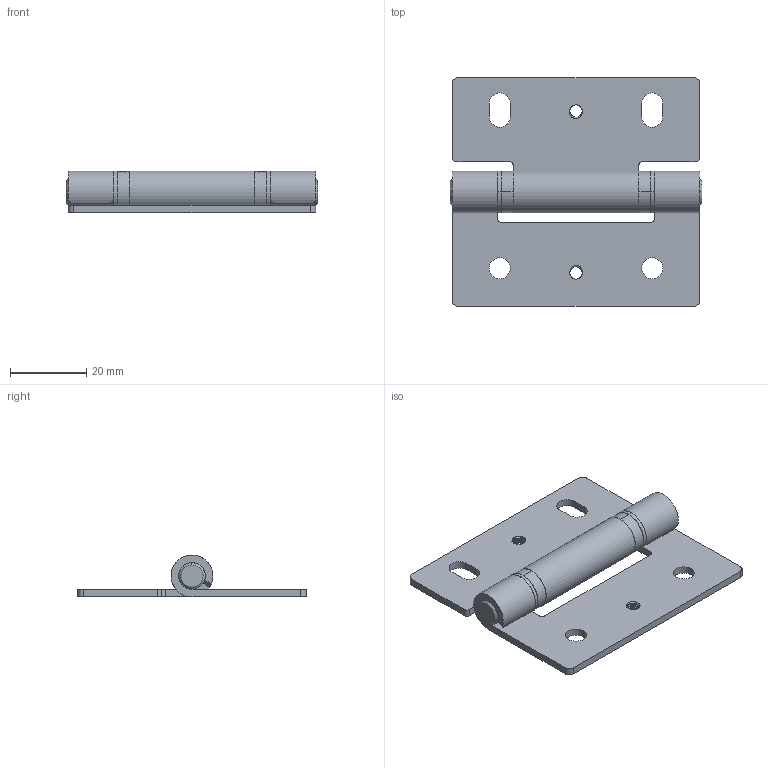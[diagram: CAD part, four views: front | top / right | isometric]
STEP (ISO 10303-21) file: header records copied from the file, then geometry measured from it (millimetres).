
FILE_DESCRIPTION( (''), '2;1');
FILE_NAME ('PC50.10060.TH_175_8074.stp','2019-12-26T16:02:53',(''),(''),'spGate 15.6.1','','');
FILE_SCHEMA (('AUTOMOTIVE_DESIGN'));
Length unit declared in the file: millimetre
Products named in the file (4): Assembly; ヒンジピース(A); ヒンジピース(B); ワッシャー
Assembly tree (4 placements, depth 2):
  Assembly
    ヒンジピース(A)
    ヒンジピース(B)
    ワッシャー  x2
Bounding box: 66 x 60 x 11 mm (x, y, z)
Volume: 11681.2 mm3; surface area: 11344 mm2
Topology: 4 solids, 4 shells, 132 faces, 362 edges, 236 vertices
Faces by surface type: cylinder 56, plane 54, bspline 22
Entity records: 7568 total; most frequent: CARTESIAN_POINT 1715, ORIENTED_EDGE 700, DIRECTION 590, COLOUR_RGB 479, PRESENTATION_STYLE_ASSIGNMENT 479, STYLED_ITEM 479, EDGE_CURVE 350, DRAUGHTING_PRE_DEFINED_CURVE_FONT 350
